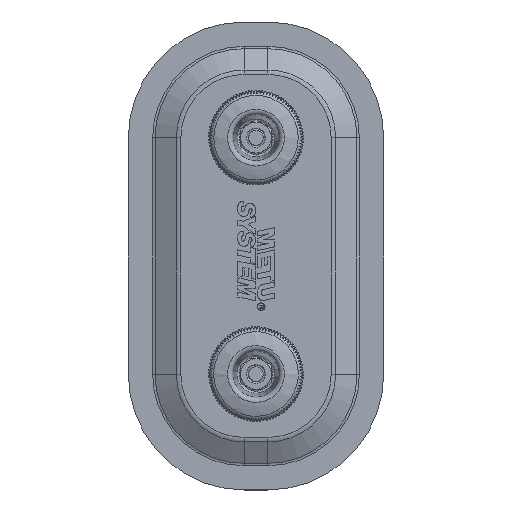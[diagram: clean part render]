
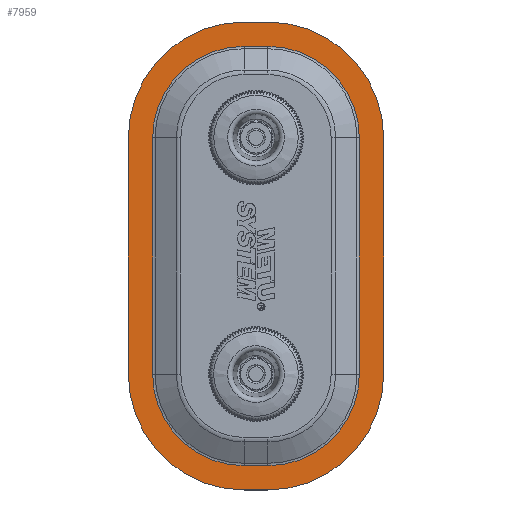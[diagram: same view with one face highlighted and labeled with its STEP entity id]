
A CAD part, top view. The second image highlights one B-rep face of the part: STEP entity #7959.
In plain terms, the highlighted planar face has unit normal (0, 0, 1).
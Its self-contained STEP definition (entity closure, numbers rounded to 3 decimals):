
#579=PLANE('',#29791);
#2626=LINE('',#54258,#4364);
#2627=LINE('',#54263,#4365);
#2628=LINE('',#54267,#4366);
#2629=LINE('',#54271,#4367);
#2630=LINE('',#54277,#4368);
#2631=LINE('',#54281,#4369);
#2632=LINE('',#54285,#4370);
#2633=LINE('',#54289,#4371);
#4364=VECTOR('',#36710,1.);
#4365=VECTOR('',#36713,1.);
#4366=VECTOR('',#36716,1.);
#4367=VECTOR('',#36719,1.);
#4368=VECTOR('',#36724,1.);
#4369=VECTOR('',#36727,1.);
#4370=VECTOR('',#36730,1.);
#4371=VECTOR('',#36733,1.);
#7959=ADVANCED_FACE('',(#10161,#10162),#579,.F.);
#10161=FACE_BOUND('',#11873,.T.);
#10162=FACE_BOUND('',#11874,.T.);
#11873=EDGE_LOOP('',(#19064,#19065,#19066,#19067,#19068,#19069,#19070,#19071));
#11874=EDGE_LOOP('',(#19072,#19073,#19074,#19075,#19076,#19077,#19078,#19079));
#19064=ORIENTED_EDGE('',*,*,#25726,.T.);
#19065=ORIENTED_EDGE('',*,*,#25727,.T.);
#19066=ORIENTED_EDGE('',*,*,#25728,.T.);
#19067=ORIENTED_EDGE('',*,*,#25729,.T.);
#19068=ORIENTED_EDGE('',*,*,#25730,.T.);
#19069=ORIENTED_EDGE('',*,*,#25731,.T.);
#19070=ORIENTED_EDGE('',*,*,#25732,.T.);
#19071=ORIENTED_EDGE('',*,*,#25733,.T.);
#19072=ORIENTED_EDGE('',*,*,#25734,.T.);
#19073=ORIENTED_EDGE('',*,*,#25735,.T.);
#19074=ORIENTED_EDGE('',*,*,#25736,.F.);
#19075=ORIENTED_EDGE('',*,*,#25737,.F.);
#19076=ORIENTED_EDGE('',*,*,#25738,.T.);
#19077=ORIENTED_EDGE('',*,*,#25739,.F.);
#19078=ORIENTED_EDGE('',*,*,#25740,.F.);
#19079=ORIENTED_EDGE('',*,*,#25741,.T.);
#21978=VERTEX_POINT('',#54259);
#21979=VERTEX_POINT('',#54260);
#21980=VERTEX_POINT('',#54262);
#21981=VERTEX_POINT('',#54264);
#21982=VERTEX_POINT('',#54266);
#21983=VERTEX_POINT('',#54268);
#21984=VERTEX_POINT('',#54270);
#21985=VERTEX_POINT('',#54272);
#21986=VERTEX_POINT('',#54275);
#21987=VERTEX_POINT('',#54276);
#21988=VERTEX_POINT('',#54278);
#21989=VERTEX_POINT('',#54280);
#21990=VERTEX_POINT('',#54282);
#21991=VERTEX_POINT('',#54284);
#21992=VERTEX_POINT('',#54286);
#21993=VERTEX_POINT('',#54288);
#25726=EDGE_CURVE('',#21978,#21979,#2626,.T.);
#25727=EDGE_CURVE('',#21979,#21980,#27154,.T.);
#25728=EDGE_CURVE('',#21980,#21981,#2627,.T.);
#25729=EDGE_CURVE('',#21981,#21982,#27155,.T.);
#25730=EDGE_CURVE('',#21982,#21983,#2628,.T.);
#25731=EDGE_CURVE('',#21983,#21984,#27156,.T.);
#25732=EDGE_CURVE('',#21984,#21985,#2629,.T.);
#25733=EDGE_CURVE('',#21985,#21978,#27157,.T.);
#25734=EDGE_CURVE('',#21986,#21987,#27158,.T.);
#25735=EDGE_CURVE('',#21987,#21988,#2630,.T.);
#25736=EDGE_CURVE('',#21989,#21988,#27159,.T.);
#25737=EDGE_CURVE('',#21990,#21989,#2631,.T.);
#25738=EDGE_CURVE('',#21990,#21991,#27160,.T.);
#25739=EDGE_CURVE('',#21992,#21991,#2632,.T.);
#25740=EDGE_CURVE('',#21993,#21992,#27161,.T.);
#25741=EDGE_CURVE('',#21993,#21986,#2633,.T.);
#27154=CIRCLE('',#29783,38.723);
#27155=CIRCLE('',#29784,38.723);
#27156=CIRCLE('',#29785,38.723);
#27157=CIRCLE('',#29786,38.723);
#27158=CIRCLE('',#29787,49.);
#27159=CIRCLE('',#29788,49.);
#27160=CIRCLE('',#29789,49.);
#27161=CIRCLE('',#29790,49.);
#29783=AXIS2_PLACEMENT_3D('',#54261,#36711,#36712);
#29784=AXIS2_PLACEMENT_3D('',#54265,#36714,#36715);
#29785=AXIS2_PLACEMENT_3D('',#54269,#36717,#36718);
#29786=AXIS2_PLACEMENT_3D('',#54273,#36720,#36721);
#29787=AXIS2_PLACEMENT_3D('',#54274,#36722,#36723);
#29788=AXIS2_PLACEMENT_3D('',#54279,#36725,#36726);
#29789=AXIS2_PLACEMENT_3D('',#54283,#36728,#36729);
#29790=AXIS2_PLACEMENT_3D('',#54287,#36731,#36732);
#29791=AXIS2_PLACEMENT_3D('',#54290,#36734,#36735);
#36710=DIRECTION('',(0.,-1.,0.));
#36711=DIRECTION('',(0.,0.,-1.));
#36712=DIRECTION('',(0.,-1.,0.));
#36713=DIRECTION('',(-1.,0.,0.));
#36714=DIRECTION('',(0.,0.,-1.));
#36715=DIRECTION('',(0.,-1.,0.));
#36716=DIRECTION('',(0.,1.,0.));
#36717=DIRECTION('',(0.,0.,-1.));
#36718=DIRECTION('',(0.,-1.,0.));
#36719=DIRECTION('',(1.,0.,0.));
#36720=DIRECTION('',(0.,0.,-1.));
#36721=DIRECTION('',(0.,-1.,0.));
#36722=DIRECTION('',(0.,0.,1.));
#36723=DIRECTION('',(0.,1.,0.));
#36724=DIRECTION('',(0.,1.,0.));
#36725=DIRECTION('',(0.,0.,-1.));
#36726=DIRECTION('',(0.,-1.,0.));
#36727=DIRECTION('',(1.,0.,0.));
#36728=DIRECTION('',(0.,0.,1.));
#36729=DIRECTION('',(0.,-1.,0.));
#36730=DIRECTION('',(0.,1.,0.));
#36731=DIRECTION('',(0.,0.,-1.));
#36732=DIRECTION('',(0.,1.,0.));
#36733=DIRECTION('',(1.,0.,0.));
#36734=DIRECTION('',(0.,0.,-1.));
#36735=DIRECTION('',(0.,1.,0.));
#54258=CARTESIAN_POINT('',(43.723,88.188,0.7));
#54259=CARTESIAN_POINT('',(43.723,50.,0.7));
#54260=CARTESIAN_POINT('',(43.723,-50.,0.7));
#54261=CARTESIAN_POINT('',(5.,-50.,0.7));
#54262=CARTESIAN_POINT('',(5.,-88.723,0.7));
#54263=CARTESIAN_POINT('',(-5.,-88.723,0.7));
#54264=CARTESIAN_POINT('',(-5.,-88.723,0.7));
#54265=CARTESIAN_POINT('',(-5.,-50.,0.7));
#54266=CARTESIAN_POINT('',(-43.723,-50.,0.7));
#54267=CARTESIAN_POINT('',(-43.723,50.,0.7));
#54268=CARTESIAN_POINT('',(-43.723,50.,0.7));
#54269=CARTESIAN_POINT('',(-5.,50.,0.7));
#54270=CARTESIAN_POINT('',(-5.,88.723,0.7));
#54271=CARTESIAN_POINT('',(5.,88.723,0.7));
#54272=CARTESIAN_POINT('',(5.,88.723,0.7));
#54273=CARTESIAN_POINT('',(5.,50.,0.7));
#54274=CARTESIAN_POINT('',(5.,-50.,0.7));
#54275=CARTESIAN_POINT('',(5.,-99.,0.7));
#54276=CARTESIAN_POINT('',(54.,-50.,0.7));
#54277=CARTESIAN_POINT('',(54.,-50.,0.7));
#54278=CARTESIAN_POINT('',(54.,50.,0.7));
#54279=CARTESIAN_POINT('',(5.,50.,0.7));
#54280=CARTESIAN_POINT('',(5.,99.,0.7));
#54281=CARTESIAN_POINT('',(-5.,99.,0.7));
#54282=CARTESIAN_POINT('',(-5.,99.,0.7));
#54283=CARTESIAN_POINT('',(-5.,50.,0.7));
#54284=CARTESIAN_POINT('',(-54.,50.,0.7));
#54285=CARTESIAN_POINT('',(-54.,-50.,0.7));
#54286=CARTESIAN_POINT('',(-54.,-50.,0.7));
#54287=CARTESIAN_POINT('',(-5.,-50.,0.7));
#54288=CARTESIAN_POINT('',(-5.,-99.,0.7));
#54289=CARTESIAN_POINT('',(-5.,-99.,0.7));
#54290=CARTESIAN_POINT('',(5.,88.188,0.7));
